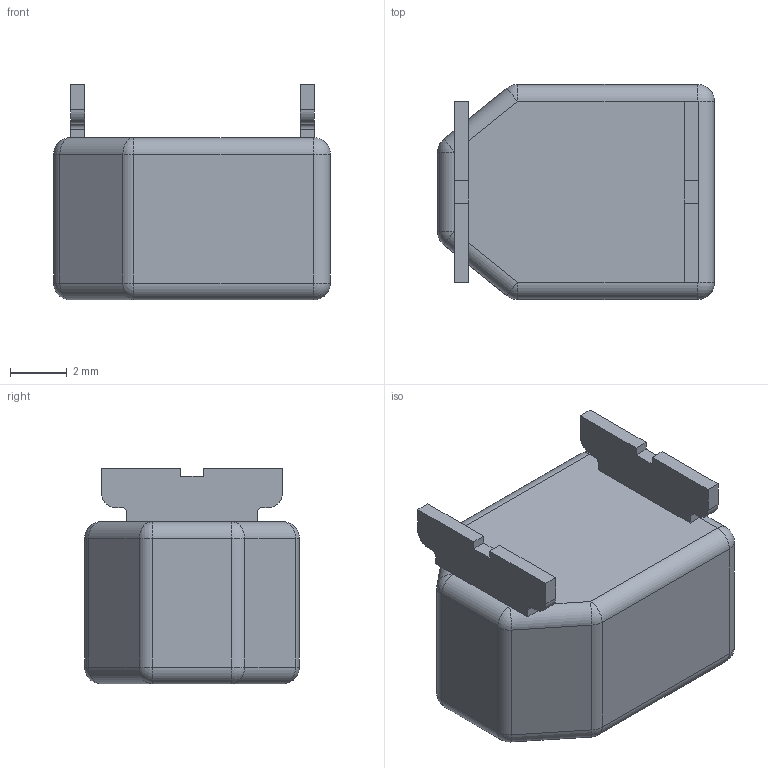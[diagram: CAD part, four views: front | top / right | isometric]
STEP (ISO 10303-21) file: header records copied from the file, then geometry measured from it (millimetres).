
FILE_DESCRIPTION (( 'STEP AP203' ), '1' );
FILE_NAME ('PTVS3-0xxC-SH.STP', '2014-05-30T17:20:30', ( 'leader' ), ( '' ), 'SwSTEP 2.0', 'SolidWorks 2012', '' );
FILE_SCHEMA (( 'CONFIG_CONTROL_DESIGN' ));
Length unit declared in the file: millimetre
Products named in the file (1): PTVS3-0xxC-SH
Bounding box: 9.8 x 7.6 x 7.64 mm (x, y, z)
Volume: 400.8 mm3; surface area: 361.7 mm2
Topology: 3 solids, 3 shells, 74 faces, 176 edges, 100 vertices
Faces by surface type: plane 36, cylinder 26, sphere 12
Entity records: 2109 total; most frequent: DIRECTION 370, CARTESIAN_POINT 343, ORIENTED_EDGE 336, EDGE_CURVE 168, AXIS2_PLACEMENT_3D 127, LINE 116, VECTOR 116, VERTEX_POINT 100
